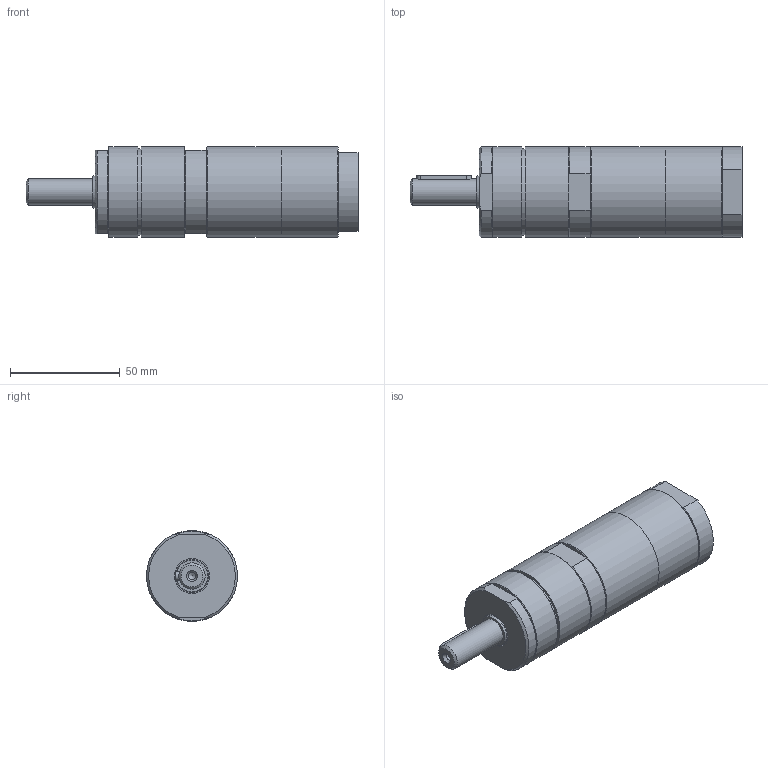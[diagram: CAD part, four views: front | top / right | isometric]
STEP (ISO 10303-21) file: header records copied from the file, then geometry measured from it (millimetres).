
FILE_DESCRIPTION(/* description */ (''),/* implementation_level */ '2;1');
FILE_NAME(/* name */ 'MUD 23-880_29926037.stp',/* time_stamp */ '2018-10-10T16:51:22+02:00',/* author */ ('flambert'),/* organization */ (''),/* preprocessor_version */ 'ST-DEVELOPER v17',/* originating_system */ 'Autodesk Inventor 2018',/* authorisation */ '');
FILE_SCHEMA (('AUTOMOTIVE_DESIGN { 1 0 10303 214 3 1 1 }'));
Length unit declared in the file: millimetre
Products named in the file (1): MUD 23-880_29926037
Bounding box: 151.5 x 41.5 x 41.5 mm (x, y, z)
Volume: 159115.4 mm3; surface area: 21901.2 mm2
Topology: 1 solids, 1 shells, 138 faces, 353 edges, 232 vertices
Faces by surface type: plane 86, cone 24, cylinder 21, bspline 7
Full cylindrical faces by diameter (mm): 3.242 x1, 6 x1, 11.445 x3, 12 x1, 14.95 x1, 16 x1, 39.273 x1, 41.5 x4
Entity records: 4442 total; most frequent: CARTESIAN_POINT 908, ORIENTED_EDGE 704, DIRECTION 671, EDGE_CURVE 352, VERTEX_POINT 232, LINE 225, VECTOR 225, AXIS2_PLACEMENT_3D 223
